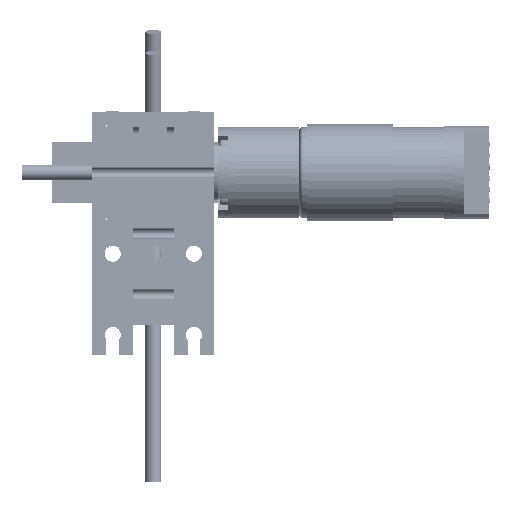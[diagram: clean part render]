
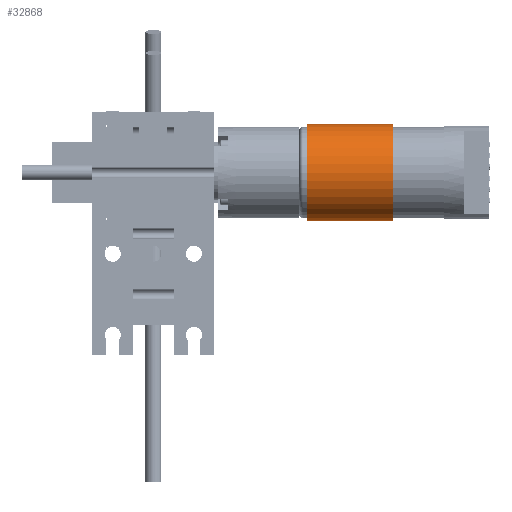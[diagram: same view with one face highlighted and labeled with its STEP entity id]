
A CAD part, front view. The second image highlights one B-rep face of the part: STEP entity #32868.
In plain terms, the highlighted cylindrical face has radius 19 mm (diameter 38 mm), a full revolution.
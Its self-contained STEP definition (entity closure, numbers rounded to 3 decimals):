
#2678=FACE_OUTER_BOUND('',#4384,.T.);
#4384=EDGE_LOOP('',(#22597,#22598,#22599,#22600,#22601,#22602));
#6774=LINE('',#49019,#9342);
#9342=VECTOR('',#39320,19.);
#12027=CIRCLE('',#35187,19.);
#12028=CIRCLE('',#35188,19.);
#12029=CIRCLE('',#35189,19.);
#12030=CIRCLE('',#35190,19.);
#14007=VERTEX_POINT('',#49014);
#14008=VERTEX_POINT('',#49015);
#14009=VERTEX_POINT('',#49018);
#14010=VERTEX_POINT('',#49020);
#17420=EDGE_CURVE('',#14007,#14008,#12027,.T.);
#17421=EDGE_CURVE('',#14008,#14007,#12028,.T.);
#17422=EDGE_CURVE('',#14008,#14009,#6774,.T.);
#17423=EDGE_CURVE('',#14009,#14010,#12029,.T.);
#17424=EDGE_CURVE('',#14010,#14009,#12030,.T.);
#22597=ORIENTED_EDGE('',*,*,#17420,.F.);
#22598=ORIENTED_EDGE('',*,*,#17421,.F.);
#22599=ORIENTED_EDGE('',*,*,#17422,.T.);
#22600=ORIENTED_EDGE('',*,*,#17423,.T.);
#22601=ORIENTED_EDGE('',*,*,#17424,.T.);
#22602=ORIENTED_EDGE('',*,*,#17422,.F.);
#31640=CYLINDRICAL_SURFACE('',#35186,19.);
#32868=ADVANCED_FACE('',(#2678),#31640,.T.);
#35186=AXIS2_PLACEMENT_3D('',#49013,#39314,#39315);
#35187=AXIS2_PLACEMENT_3D('',#49016,#39316,#39317);
#35188=AXIS2_PLACEMENT_3D('',#49017,#39318,#39319);
#35189=AXIS2_PLACEMENT_3D('',#49021,#39321,#39322);
#35190=AXIS2_PLACEMENT_3D('',#49022,#39323,#39324);
#39314=DIRECTION('center_axis',(0.,0.,-1.));
#39315=DIRECTION('ref_axis',(-1.,0.,0.));
#39316=DIRECTION('center_axis',(0.,0.,-1.));
#39317=DIRECTION('ref_axis',(-1.,0.,0.));
#39318=DIRECTION('center_axis',(0.,0.,-1.));
#39319=DIRECTION('ref_axis',(-1.,0.,0.));
#39320=DIRECTION('',(0.,0.,1.));
#39321=DIRECTION('center_axis',(0.,0.,-1.));
#39322=DIRECTION('ref_axis',(-1.,0.,0.));
#39323=DIRECTION('center_axis',(0.,0.,-1.));
#39324=DIRECTION('ref_axis',(-1.,0.,0.));
#49013=CARTESIAN_POINT('Origin',(0.,0.,-3.));
#49014=CARTESIAN_POINT('',(-19.,0.,-37.));
#49015=CARTESIAN_POINT('',(19.,0.,-37.));
#49016=CARTESIAN_POINT('Origin',(0.,0.,-37.));
#49017=CARTESIAN_POINT('Origin',(0.,0.,-37.));
#49018=CARTESIAN_POINT('',(19.,0.,-3.));
#49019=CARTESIAN_POINT('',(19.,0.,-3.));
#49020=CARTESIAN_POINT('',(-19.,0.,-3.));
#49021=CARTESIAN_POINT('Origin',(0.,0.,-3.));
#49022=CARTESIAN_POINT('Origin',(0.,0.,-3.));
